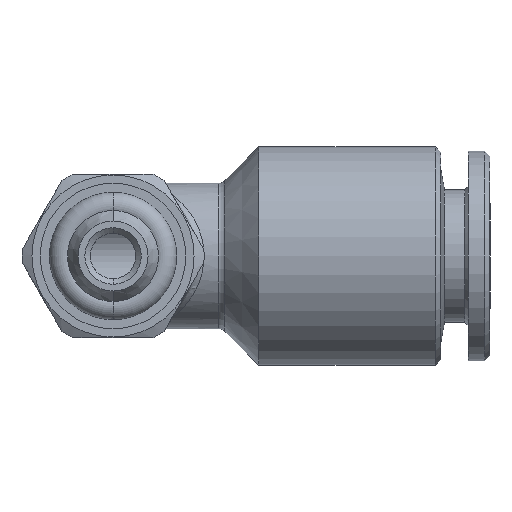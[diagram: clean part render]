
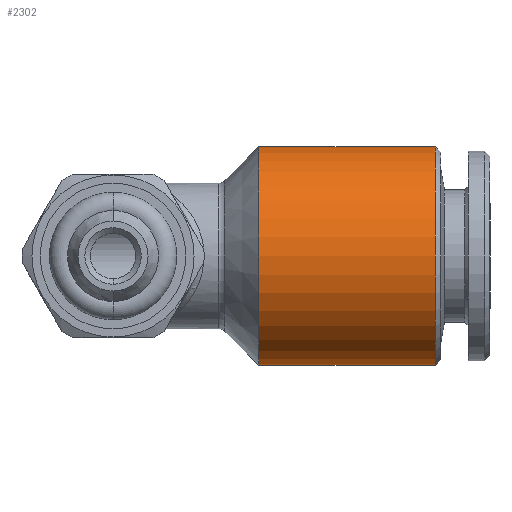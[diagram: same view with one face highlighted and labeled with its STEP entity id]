
A CAD part, front view. The second image highlights one B-rep face of the part: STEP entity #2302.
In plain terms, the highlighted cylindrical face has radius 6 mm (diameter 12 mm), a partial arc.
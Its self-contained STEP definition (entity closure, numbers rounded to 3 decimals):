
#697 = DIRECTION ( 'NONE',  ( 0., 0., 1. ) ) ;
#698 = DIRECTION ( 'NONE',  ( -1., 0., 0. ) ) ;
#877 = DIRECTION ( 'NONE',  ( 0., 0., -1. ) ) ;
#878 = DIRECTION ( 'NONE',  ( 1., 0., 0. ) ) ;
#879 = CARTESIAN_POINT ( 'NONE',  ( 8., 0., 0. ) ) ;
#880 = AXIS2_PLACEMENT_3D ( 'NONE', #879, #878, #877 ) ;
#888 = CIRCLE ( 'NONE', #880, 6. ) ;
#904 = DIRECTION ( 'NONE',  ( 0., 0., 1. ) ) ;
#905 = DIRECTION ( 'NONE',  ( -1., 0., 0. ) ) ;
#906 = CARTESIAN_POINT ( 'NONE',  ( 0., 0., 0. ) ) ;
#907 = AXIS2_PLACEMENT_3D ( 'NONE', #906, #905, #904 ) ;
#909 = CYLINDRICAL_SURFACE ( 'NONE', #907, 6. ) ;
#912 = FACE_OUTER_BOUND ( 'NONE', #2303, .T. ) ;
#1018 = AXIS2_PLACEMENT_3D ( 'NONE', #1024, #698, #697 ) ;
#1019 = CIRCLE ( 'NONE', #1018, 6. ) ;
#1024 = CARTESIAN_POINT ( 'NONE',  ( 17.7, 0., 0. ) ) ;
#1548 = VERTEX_POINT ( 'NONE', #2398 ) ;
#1597 = VERTEX_POINT ( 'NONE', #2579 ) ;
#1705 = EDGE_CURVE ( 'NONE', #1710, #1548, #2882, .T. ) ;
#1708 = EDGE_CURVE ( 'NONE', #1709, #1597, #2841, .T. ) ;
#1709 = VERTEX_POINT ( 'NONE', #2837 ) ;
#1710 = VERTEX_POINT ( 'NONE', #2820 ) ;
#2214 = ORIENTED_EDGE ( 'NONE', *, *, #1708, .T. ) ;
#2215 = ORIENTED_EDGE ( 'NONE', *, *, #2300, .T. ) ;
#2300 = EDGE_CURVE ( 'NONE', #1597, #1548, #888, .T. ) ;
#2302 = ADVANCED_FACE ( 'NONE', ( #912 ), #909, .T. ) ;
#2303 = EDGE_LOOP ( 'NONE', ( #2390, #2388, #2214, #2215 ) ) ;
#2386 = EDGE_CURVE ( 'NONE', #1710, #1709, #1019, .T. ) ;
#2388 = ORIENTED_EDGE ( 'NONE', *, *, #2386, .T. ) ;
#2390 = ORIENTED_EDGE ( 'NONE', *, *, #1705, .F. ) ;
#2398 = CARTESIAN_POINT ( 'NONE',  ( 8., 0., -6. ) ) ;
#2579 = CARTESIAN_POINT ( 'NONE',  ( 8., 0., 6. ) ) ;
#2816 = DIRECTION ( 'NONE',  ( -1., 0., 0. ) ) ;
#2817 = VECTOR ( 'NONE', #2816, 1000. ) ;
#2820 = CARTESIAN_POINT ( 'NONE',  ( 17.7, 0., -6. ) ) ;
#2837 = CARTESIAN_POINT ( 'NONE',  ( 17.7, 0., 6. ) ) ;
#2838 = DIRECTION ( 'NONE',  ( -1., 0., 0. ) ) ;
#2839 = VECTOR ( 'NONE', #2838, 1000. ) ;
#2840 = CARTESIAN_POINT ( 'NONE',  ( 0., 0., 6. ) ) ;
#2841 = LINE ( 'NONE', #2840, #2839 ) ;
#2881 = CARTESIAN_POINT ( 'NONE',  ( 0., 0., -6. ) ) ;
#2882 = LINE ( 'NONE', #2881, #2817 ) ;
